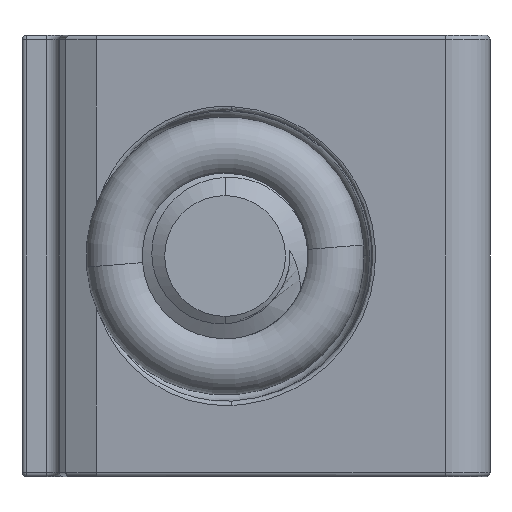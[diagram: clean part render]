
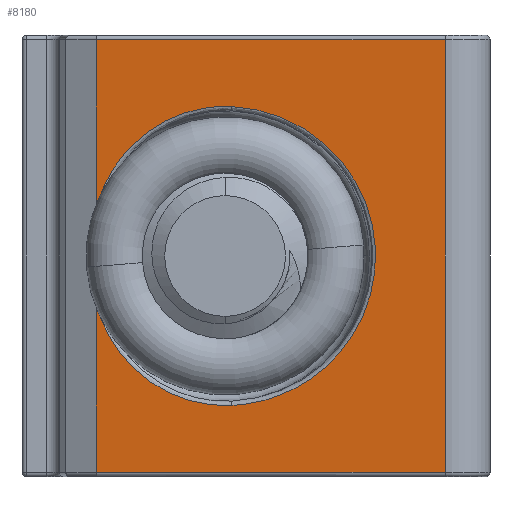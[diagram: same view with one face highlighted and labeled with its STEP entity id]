
A CAD part, front view. The second image highlights one B-rep face of the part: STEP entity #8180.
In plain terms, the highlighted planar face has unit normal (-0.127, -0.992, 0).
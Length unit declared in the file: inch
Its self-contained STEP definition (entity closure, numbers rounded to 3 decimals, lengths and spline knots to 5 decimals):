
#27 = CARTESIAN_POINT ( 'NONE',  ( 0.35818, -0.60778, 0.32103 ) ) ;
#275 = ORIENTED_EDGE ( 'NONE', *, *, #4997, .T. ) ;
#468 = EDGE_CURVE ( 'NONE', #7018, #7519, #5234, .T. ) ;
#583 = CARTESIAN_POINT ( 'NONE',  ( 1.09637, -0.70195, 0.30734 ) ) ;
#643 = DIRECTION ( 'NONE',  ( 0., 0., 1. ) ) ;
#681 = CARTESIAN_POINT ( 'NONE',  ( 0.23361, -0.59189, -0.23397 ) ) ;
#703 = CARTESIAN_POINT ( 'NONE',  ( 0.25723, -0.5949, 0.25854 ) ) ;
#729 = EDGE_CURVE ( 'NONE', #8139, #6774, #8924, .T. ) ;
#806 = LINE ( 'NONE', #8250, #2607 ) ;
#1221 = CARTESIAN_POINT ( 'NONE',  ( 0.95861, -0.68438, -0.49 ) ) ;
#1308 = CARTESIAN_POINT ( 'NONE',  ( 0.1684, -0.58357, -0.11437 ) ) ;
#1309 = CARTESIAN_POINT ( 'NONE',  ( 0.47544, -0.62274, 0.33856 ) ) ;
#1340 = DIRECTION ( 'NONE',  ( -0.127, -0.992, 0. ) ) ;
#1348 = CARTESIAN_POINT ( 'NONE',  ( 0.45828, -0.62055, -0.33943 ) ) ;
#1374 = CARTESIAN_POINT ( 'NONE',  ( 0.19341, -0.58676, -0.17813 ) ) ;
#1390 = CARTESIAN_POINT ( 'NONE',  ( 0.34242, -0.60577, 0.31465 ) ) ;
#1884 = DIRECTION ( 'NONE',  ( 0., 0., 1. ) ) ;
#2022 = CARTESIAN_POINT ( 'NONE',  ( 0.4413, -0.61838, -0.33878 ) ) ;
#2043 = CARTESIAN_POINT ( 'NONE',  ( 0.1684, -0.58357, 0.11437 ) ) ;
#2053 = CARTESIAN_POINT ( 'NONE',  ( 0.1684, -0.58357, -0.11437 ) ) ;
#2073 = CARTESIAN_POINT ( 'NONE',  ( 0.40769, -0.6141, 0.33461 ) ) ;
#2136 = ORIENTED_EDGE ( 'NONE', *, *, #7493, .F. ) ;
#2201 = VERTEX_POINT ( 'NONE', #7163 ) ;
#2250 = ORIENTED_EDGE ( 'NONE', *, *, #6799, .T. ) ;
#2353 = VERTEX_POINT ( 'NONE', #2831 ) ;
#2442 = CARTESIAN_POINT ( 'NONE',  ( 0.1684, -0.58357, 0.11437 ) ) ;
#2607 = VECTOR ( 'NONE', #6871, 39.37008 ) ;
#2680 = ORIENTED_EDGE ( 'NONE', *, *, #468, .T. ) ;
#2708 = CARTESIAN_POINT ( 'NONE',  ( 0.391, -0.61197, -0.33107 ) ) ;
#2744 =( BOUNDED_CURVE ( )  B_SPLINE_CURVE ( 3, ( #1309, #583, #3693, #8497 ),
 .UNSPECIFIED., .F., .F. ) 
 B_SPLINE_CURVE_WITH_KNOTS ( ( 4, 4 ),
 ( 1.62161, 4.66158 ),
 .UNSPECIFIED. ) 
 CURVE ( )  GEOMETRIC_REPRESENTATION_ITEM ( )  RATIONAL_B_SPLINE_CURVE ( ( 1., 0.367, 0.367, 1. ) ) 
 REPRESENTATION_ITEM ( '' )  );
#2755 = ORIENTED_EDGE ( 'NONE', *, *, #2845, .T. ) ;
#2831 = CARTESIAN_POINT ( 'NONE',  ( 0.95861, -0.68438, 0.49 ) ) ;
#2843 = ORIENTED_EDGE ( 'NONE', *, *, #729, .F. ) ;
#2845 = EDGE_CURVE ( 'NONE', #7519, #7284, #2744, .T. ) ;
#3218 = ORIENTED_EDGE ( 'NONE', *, *, #3230, .T. ) ;
#3230 = EDGE_CURVE ( 'NONE', #8139, #6684, #6196, .T. ) ;
#3239 = CARTESIAN_POINT ( 'NONE',  ( 0.17871, -0.58488, 0.14735 ) ) ;
#3279 = DIRECTION ( 'NONE',  ( -0.992, 0.127, 0. ) ) ;
#3327 = CARTESIAN_POINT ( 'NONE',  ( 0.1684, -0.58357, -0.49 ) ) ;
#3398 = CARTESIAN_POINT ( 'NONE',  ( 0.3424, -0.60577, -0.31464 ) ) ;
#3693 = CARTESIAN_POINT ( 'NONE',  ( 1.09637, -0.70195, -0.30734 ) ) ;
#4091 = CARTESIAN_POINT ( 'NONE',  ( 0.29756, -0.60005, -0.2903 ) ) ;
#4107 = CARTESIAN_POINT ( 'NONE',  ( 0.95861, -0.68438, -0.49 ) ) ;
#4114 = CARTESIAN_POINT ( 'NONE',  ( 0.39102, -0.61197, 0.33107 ) ) ;
#4206 = CARTESIAN_POINT ( 'NONE',  ( 0.44131, -0.61838, 0.33878 ) ) ;
#4222 = EDGE_CURVE ( 'NONE', #7284, #6774, #5986, .T. ) ;
#4677 = LINE ( 'NONE', #4765, #6072 ) ;
#4727 = CARTESIAN_POINT ( 'NONE',  ( 0.1684, -0.58357, -0.5 ) ) ;
#4765 = CARTESIAN_POINT ( 'NONE',  ( 0.95861, -0.68438, -0.5 ) ) ;
#4799 = VECTOR ( 'NONE', #8917, 39.37008 ) ;
#4798 = CARTESIAN_POINT ( 'NONE',  ( 0.2572, -0.5949, -0.25851 ) ) ;
#4816 = CARTESIAN_POINT ( 'NONE',  ( 0.27, -0.59653, 0.26982 ) ) ;
#4848 = CARTESIAN_POINT ( 'NONE',  ( 0.29759, -0.60005, 0.29032 ) ) ;
#4877 = FACE_OUTER_BOUND ( 'NONE', #6576, .T. ) ;
#4996 = ORIENTED_EDGE ( 'NONE', *, *, #4222, .T. ) ;
#4997 = EDGE_CURVE ( 'NONE', #2353, #2201, #6383, .T. ) ;
#5234 = B_SPLINE_CURVE_WITH_KNOTS ( 'NONE', 3,
 ( #2043, #3239, #5475, #6842, #7529, #703, #4816, #4848, #8223, #1390, #27, #4114, #2073, #4206, #6873, #6255 ),
 .UNSPECIFIED., .F., .F.,
 ( 4, 2, 2, 2, 2, 2, 2, 4 ),
 ( 0., 0.00263, 0.00395, 0.00527, 0.00659, 0.0079, 0.00922, 0.01054 ),
 .UNSPECIFIED. ) ;
#5271 = VECTOR ( 'NONE', #1884, 39.37008 ) ;
#5342 = CARTESIAN_POINT ( 'NONE',  ( 0.1684, -0.58357, -0.5 ) ) ;
#5454 = PLANE ( 'NONE',  #7100 ) ;
#5475 = CARTESIAN_POINT ( 'NONE',  ( 0.19344, -0.58676, 0.17819 ) ) ;
#5483 = CARTESIAN_POINT ( 'NONE',  ( 0.22275, -0.5905, -0.22065 ) ) ;
#5986 = B_SPLINE_CURVE_WITH_KNOTS ( 'NONE', 3,
 ( #6758, #1348, #2022, #6823, #2708, #7509, #3398, #8201, #4091, #8897, #4798, #681, #5483, #1374, #6181, #2053 ),
 .UNSPECIFIED., .F., .F.,
 ( 4, 2, 2, 2, 2, 2, 2, 4 ),
 ( 0., 0.0013, 0.0026, 0.0039, 0.0052, 0.00651, 0.00781, 0.01041 ),
 .UNSPECIFIED. ) ;
#6072 = VECTOR ( 'NONE', #643, 39.37008 ) ;
#6138 = DIRECTION ( 'NONE',  ( 0.992, -0.127, 0. ) ) ;
#6175 = VECTOR ( 'NONE', #3279, 39.37008 ) ;
#6181 = CARTESIAN_POINT ( 'NONE',  ( 0.17871, -0.58488, -0.14736 ) ) ;
#6196 = LINE ( 'NONE', #4107, #4799 ) ;
#6255 = CARTESIAN_POINT ( 'NONE',  ( 0.47544, -0.62274, 0.33856 ) ) ;
#6383 = LINE ( 'NONE', #6728, #6175 ) ;
#6541 = CARTESIAN_POINT ( 'NONE',  ( 0.47544, -0.62274, -0.33856 ) ) ;
#6576 = EDGE_LOOP ( 'NONE', ( #2843, #3218, #2250, #275, #2136, #2680, #2755, #4996 ) ) ;
#6684 = VERTEX_POINT ( 'NONE', #1221 ) ;
#6728 = CARTESIAN_POINT ( 'NONE',  ( 0.1684, -0.58357, 0.49 ) ) ;
#6758 = CARTESIAN_POINT ( 'NONE',  ( 0.47544, -0.62274, -0.33856 ) ) ;
#6774 = VERTEX_POINT ( 'NONE', #1308 ) ;
#6799 = EDGE_CURVE ( 'NONE', #6684, #2353, #4677, .T. ) ;
#6823 = CARTESIAN_POINT ( 'NONE',  ( 0.40768, -0.61409, -0.33461 ) ) ;
#6842 = CARTESIAN_POINT ( 'NONE',  ( 0.22278, -0.59051, 0.22069 ) ) ;
#6871 = DIRECTION ( 'NONE',  ( 0., 0., 1. ) ) ;
#6873 = CARTESIAN_POINT ( 'NONE',  ( 0.45828, -0.62055, 0.33943 ) ) ;
#6935 = CARTESIAN_POINT ( 'NONE',  ( 0.47544, -0.62274, 0.33856 ) ) ;
#7018 = VERTEX_POINT ( 'NONE', #2442 ) ;
#7100 = AXIS2_PLACEMENT_3D ( 'NONE', #4727, #1340, #6138 ) ;
#7163 = CARTESIAN_POINT ( 'NONE',  ( 0.1684, -0.58357, 0.49 ) ) ;
#7284 = VERTEX_POINT ( 'NONE', #6541 ) ;
#7493 = EDGE_CURVE ( 'NONE', #7018, #2201, #806, .T. ) ;
#7509 = CARTESIAN_POINT ( 'NONE',  ( 0.35816, -0.60778, -0.32102 ) ) ;
#7519 = VERTEX_POINT ( 'NONE', #6935 ) ;
#7529 = CARTESIAN_POINT ( 'NONE',  ( 0.23365, -0.59189, 0.234 ) ) ;
#8139 = VERTEX_POINT ( 'NONE', #3327 ) ;
#8180 = ADVANCED_FACE ( 'NONE', ( #4877 ), #5454, .T. ) ;
#8201 = CARTESIAN_POINT ( 'NONE',  ( 0.31213, -0.6019, -0.2993 ) ) ;
#8223 = CARTESIAN_POINT ( 'NONE',  ( 0.31215, -0.60191, 0.29932 ) ) ;
#8250 = CARTESIAN_POINT ( 'NONE',  ( 0.1684, -0.58357, -0.5 ) ) ;
#8497 = CARTESIAN_POINT ( 'NONE',  ( 0.47544, -0.62274, -0.33856 ) ) ;
#8897 = CARTESIAN_POINT ( 'NONE',  ( 0.26997, -0.59653, -0.2698 ) ) ;
#8917 = DIRECTION ( 'NONE',  ( 0.992, -0.127, 0. ) ) ;
#8924 = LINE ( 'NONE', #5342, #5271 ) ;
